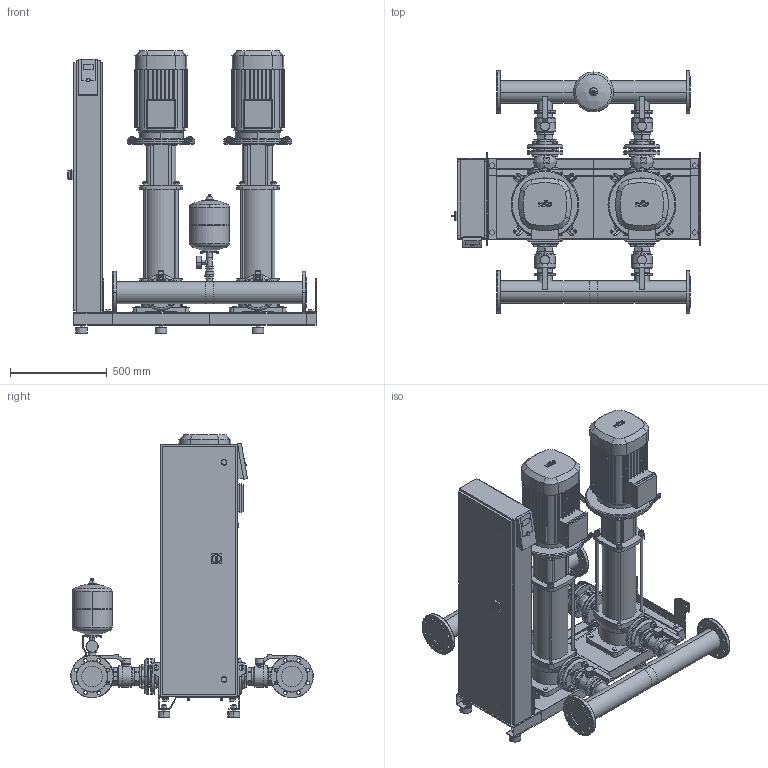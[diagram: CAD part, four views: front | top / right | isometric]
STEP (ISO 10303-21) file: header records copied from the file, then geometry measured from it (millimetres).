
FILE_DESCRIPTION((''),'2;1');
FILE_NAME('3d_SiBoostSmart2HELIXV3605_2-2540765.stp','2016-01-25T10:21:04',(''),(''),'Mechanical Desktop 2009','Mechanical Desktop 2009',', , ');
FILE_SCHEMA(('CONFIG_CONTROL_DESIGN'));
Length unit declared in the file: millimetre
Products named in the file (1): Product
Bounding box: 1280 x 1251 x 1457.2 mm (x, y, z)
Volume: 234556228.9 mm3; surface area: 13660149.1 mm2
Topology: 145 solids, 145 shells, 3414 faces, 8508 edges, 5537 vertices
Faces by surface type: plane 1261, bspline 1209, cylinder 738, cone 138, torus 62, sphere 6
Entity records: 113560 total; most frequent: CARTESIAN_POINT 33650, ORIENTED_EDGE 16972, DIRECTION 15738, EDGE_CURVE 8486, VERTEX_POINT 5530, AXIS2_PLACEMENT_3D 5386, VECTOR 4966, LINE 4966
